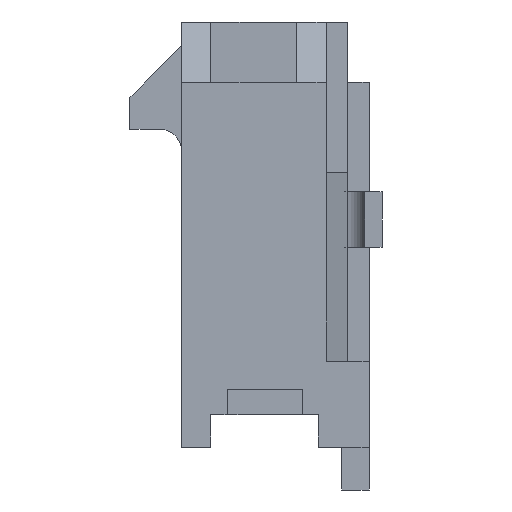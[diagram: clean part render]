
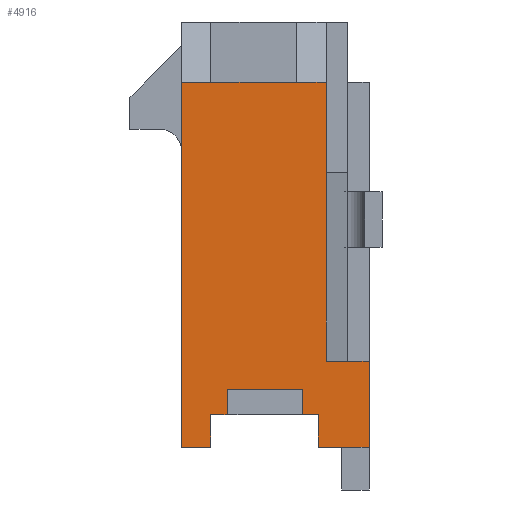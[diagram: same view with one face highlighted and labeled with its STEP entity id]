
A CAD part, left-side view. The second image highlights one B-rep face of the part: STEP entity #4916.
In plain terms, the highlighted planar face has unit normal (-1, 0, 0).
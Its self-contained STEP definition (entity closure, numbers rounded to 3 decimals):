
#1=DIRECTION('',(0.,0.,-1.));
#2=VECTOR('',#1,2.1);
#3=CARTESIAN_POINT('',(-16.83,-1.435,3.55));
#4=LINE('',#3,#2);
#5=DIRECTION('',(0.,0.,-1.));
#6=VECTOR('',#5,4.4);
#7=CARTESIAN_POINT('',(-16.83,-1.435,1.45));
#8=LINE('',#7,#6);
#9=DIRECTION('',(0.,0.,-1.));
#10=VECTOR('',#9,2.);
#11=CARTESIAN_POINT('',(-16.83,-2.435,-2.95));
#12=LINE('',#11,#10);
#13=DIRECTION('',(0.,1.,0.));
#14=VECTOR('',#13,1.185);
#15=CARTESIAN_POINT('',(-16.83,-2.435,-4.95));
#16=LINE('',#15,#14);
#17=DIRECTION('',(0.,0.,1.));
#18=VECTOR('',#17,0.75);
#19=CARTESIAN_POINT('',(-16.83,-1.25,-4.95));
#20=LINE('',#19,#18);
#21=DIRECTION('',(0.,1.,0.));
#22=VECTOR('',#21,0.375);
#23=CARTESIAN_POINT('',(-16.83,-1.25,-4.2));
#24=LINE('',#23,#22);
#25=DIRECTION('',(0.,0.,-1.));
#26=VECTOR('',#25,0.6);
#27=CARTESIAN_POINT('',(-16.83,-0.875,-3.6));
#28=LINE('',#27,#26);
#29=DIRECTION('',(0.,-1.,0.));
#30=VECTOR('',#29,1.75);
#31=CARTESIAN_POINT('',(-16.83,0.875,-3.6));
#32=LINE('',#31,#30);
#33=DIRECTION('',(0.,0.,1.));
#34=VECTOR('',#33,0.6);
#35=CARTESIAN_POINT('',(-16.83,0.875,-4.2));
#36=LINE('',#35,#34);
#37=DIRECTION('',(0.,1.,0.));
#38=VECTOR('',#37,0.375);
#39=CARTESIAN_POINT('',(-16.83,0.875,-4.2));
#40=LINE('',#39,#38);
#41=DIRECTION('',(0.,0.,-1.));
#42=VECTOR('',#41,0.75);
#43=CARTESIAN_POINT('',(-16.83,1.25,-4.2));
#44=LINE('',#43,#42);
#45=DIRECTION('',(0.,1.,0.));
#46=VECTOR('',#45,0.685);
#47=CARTESIAN_POINT('',(-16.83,1.25,-4.95));
#48=LINE('',#47,#46);
#49=DIRECTION('',(0.,0.,1.));
#50=VECTOR('',#49,8.5);
#51=CARTESIAN_POINT('',(-16.83,1.935,-4.95));
#52=LINE('',#51,#50);
#53=DIRECTION('',(0.,-1.,0.));
#54=VECTOR('',#53,0.68);
#55=CARTESIAN_POINT('',(-16.83,1.935,3.55));
#56=LINE('',#55,#54);
#57=DIRECTION('',(0.,1.,0.));
#58=VECTOR('',#57,2.);
#59=CARTESIAN_POINT('',(-16.83,-0.745,3.55));
#60=LINE('',#59,#58);
#61=DIRECTION('',(0.,-1.,0.));
#62=VECTOR('',#61,0.69);
#63=CARTESIAN_POINT('',(-16.83,-0.745,3.55));
#64=LINE('',#63,#62);
#285=DIRECTION('',(0.,1.,0.));
#286=VECTOR('',#285,1.);
#287=CARTESIAN_POINT('',(-16.83,-2.435,-2.95));
#288=LINE('',#287,#286);
#3675=CARTESIAN_POINT('',(-16.83,-2.435,-2.95));
#3676=CARTESIAN_POINT('',(-16.83,-2.435,-4.95));
#3677=VERTEX_POINT('',#3675);
#3678=VERTEX_POINT('',#3676);
#3679=CARTESIAN_POINT('',(-16.83,-1.25,-4.95));
#3680=VERTEX_POINT('',#3679);
#3688=CARTESIAN_POINT('',(-16.83,1.935,3.55));
#3690=VERTEX_POINT('',#3688);
#3695=CARTESIAN_POINT('',(-16.83,1.935,-4.95));
#3696=VERTEX_POINT('',#3695);
#3719=CARTESIAN_POINT('',(-16.83,-1.25,-4.2));
#3720=VERTEX_POINT('',#3719);
#3721=CARTESIAN_POINT('',(-16.83,1.25,-4.2));
#3722=CARTESIAN_POINT('',(-16.83,1.25,-4.95));
#3723=VERTEX_POINT('',#3721);
#3724=VERTEX_POINT('',#3722);
#3745=CARTESIAN_POINT('',(-16.83,-1.435,-2.95));
#3746=VERTEX_POINT('',#3745);
#3751=CARTESIAN_POINT('',(-16.83,-0.745,3.55));
#3752=CARTESIAN_POINT('',(-16.83,1.255,3.55));
#3753=VERTEX_POINT('',#3751);
#3754=VERTEX_POINT('',#3752);
#4335=CARTESIAN_POINT('',(-16.83,0.875,-4.2));
#4336=CARTESIAN_POINT('',(-16.83,0.875,-3.6));
#4337=VERTEX_POINT('',#4335);
#4338=VERTEX_POINT('',#4336);
#4339=CARTESIAN_POINT('',(-16.83,-0.875,-3.6));
#4340=VERTEX_POINT('',#4339);
#4341=CARTESIAN_POINT('',(-16.83,-0.875,-4.2));
#4342=VERTEX_POINT('',#4341);
#4421=CARTESIAN_POINT('',(-16.83,-1.435,3.55));
#4422=CARTESIAN_POINT('',(-16.83,-1.435,1.45));
#4423=VERTEX_POINT('',#4421);
#4424=VERTEX_POINT('',#4422);
#4875=CARTESIAN_POINT('',(-16.83,0.,0.));
#4876=DIRECTION('',(1.,0.,0.));
#4877=DIRECTION('',(0.,0.,-1.));
#4878=AXIS2_PLACEMENT_3D('',#4875,#4876,#4877);
#4879=PLANE('',#4878);
#4881=ORIENTED_EDGE('',*,*,#4880,.T.);
#4883=ORIENTED_EDGE('',*,*,#4882,.T.);
#4885=ORIENTED_EDGE('',*,*,#4884,.F.);
#4887=ORIENTED_EDGE('',*,*,#4886,.T.);
#4889=ORIENTED_EDGE('',*,*,#4888,.T.);
#4891=ORIENTED_EDGE('',*,*,#4890,.T.);
#4893=ORIENTED_EDGE('',*,*,#4892,.T.);
#4895=ORIENTED_EDGE('',*,*,#4894,.F.);
#4897=ORIENTED_EDGE('',*,*,#4896,.F.);
#4899=ORIENTED_EDGE('',*,*,#4898,.F.);
#4901=ORIENTED_EDGE('',*,*,#4900,.T.);
#4903=ORIENTED_EDGE('',*,*,#4902,.T.);
#4905=ORIENTED_EDGE('',*,*,#4904,.T.);
#4907=ORIENTED_EDGE('',*,*,#4906,.T.);
#4909=ORIENTED_EDGE('',*,*,#4908,.T.);
#4911=ORIENTED_EDGE('',*,*,#4910,.F.);
#4913=ORIENTED_EDGE('',*,*,#4912,.T.);
#4914=EDGE_LOOP('',(#4881,#4883,#4885,#4887,#4889,#4891,#4893,#4895,#4897,#4899,
#4901,#4903,#4905,#4907,#4909,#4911,#4913));
#4915=FACE_OUTER_BOUND('',#4914,.F.);
#4916=ADVANCED_FACE('',(#4915),#4879,.F.);
#4880=EDGE_CURVE('',#4423,#4424,#4,.T.);
#4882=EDGE_CURVE('',#4424,#3746,#8,.T.);
#4884=EDGE_CURVE('',#3677,#3746,#288,.T.);
#4886=EDGE_CURVE('',#3677,#3678,#12,.T.);
#4888=EDGE_CURVE('',#3678,#3680,#16,.T.);
#4890=EDGE_CURVE('',#3680,#3720,#20,.T.);
#4892=EDGE_CURVE('',#3720,#4342,#24,.T.);
#4894=EDGE_CURVE('',#4340,#4342,#28,.T.);
#4896=EDGE_CURVE('',#4338,#4340,#32,.T.);
#4898=EDGE_CURVE('',#4337,#4338,#36,.T.);
#4900=EDGE_CURVE('',#4337,#3723,#40,.T.);
#4902=EDGE_CURVE('',#3723,#3724,#44,.T.);
#4904=EDGE_CURVE('',#3724,#3696,#48,.T.);
#4906=EDGE_CURVE('',#3696,#3690,#52,.T.);
#4908=EDGE_CURVE('',#3690,#3754,#56,.T.);
#4910=EDGE_CURVE('',#3753,#3754,#60,.T.);
#4912=EDGE_CURVE('',#3753,#4423,#64,.T.);
